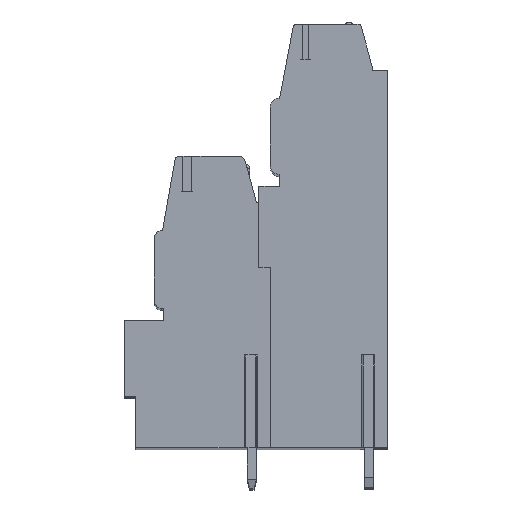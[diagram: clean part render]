
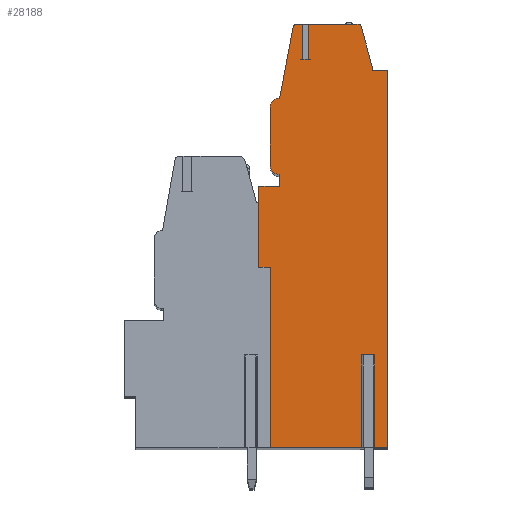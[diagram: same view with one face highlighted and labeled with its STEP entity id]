
A CAD part, top view. The second image highlights one B-rep face of the part: STEP entity #28188.
In plain terms, the highlighted planar face has unit normal (0, 0, 1).
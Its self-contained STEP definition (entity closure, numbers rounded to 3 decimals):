
#13=DIRECTION('',(0.,1.,0.));
#14=VECTOR('',#13,15.6);
#15=CARTESIAN_POINT('',(1.,-19.1,99.06));
#16=LINE('',#15,#14);
#17=DIRECTION('',(1.,0.,0.));
#18=VECTOR('',#17,1.);
#19=CARTESIAN_POINT('',(0.,-3.5,99.06));
#20=LINE('',#19,#18);
#21=DIRECTION('',(-1.,0.,0.));
#22=VECTOR('',#21,1.8);
#23=CARTESIAN_POINT('',(1.8,3.5,99.06));
#24=LINE('',#23,#22);
#25=DIRECTION('',(0.,-1.,0.));
#26=VECTOR('',#25,1.);
#27=CARTESIAN_POINT('',(1.8,4.5,99.06));
#28=LINE('',#27,#26);
#29=CARTESIAN_POINT('',(1.8,5.3,99.06));
#30=DIRECTION('',(0.,0.,1.));
#31=DIRECTION('',(-1.,0.,0.));
#32=AXIS2_PLACEMENT_3D('',#29,#30,#31);
#34=DIRECTION('',(0.,-1.,0.));
#35=VECTOR('',#34,5.);
#36=CARTESIAN_POINT('',(1.,10.3,99.06));
#37=LINE('',#36,#35);
#38=CARTESIAN_POINT('',(1.8,10.3,99.06));
#39=DIRECTION('',(0.,0.,1.));
#40=DIRECTION('',(0.,1.,0.));
#41=AXIS2_PLACEMENT_3D('',#38,#39,#40);
#43=DIRECTION('',(-0.186,-0.983,0.));
#44=VECTOR('',#43,6.265);
#45=CARTESIAN_POINT('',(2.964,17.256,99.06));
#46=LINE('',#45,#44);
#47=CARTESIAN_POINT('',(3.259,17.2,99.06));
#48=DIRECTION('',(0.,0.,1.));
#49=DIRECTION('',(0.,1.,0.));
#50=AXIS2_PLACEMENT_3D('',#47,#48,#49);
#52=DIRECTION('',(-1.,0.,0.));
#53=VECTOR('',#52,0.551);
#54=CARTESIAN_POINT('',(3.81,17.5,99.06));
#55=LINE('',#54,#53);
#56=DIRECTION('',(0.,-1.,0.));
#57=VECTOR('',#56,3.05);
#58=CARTESIAN_POINT('',(3.81,17.5,99.06));
#59=LINE('',#58,#57);
#60=DIRECTION('',(1.,0.,0.));
#61=VECTOR('',#60,0.5);
#62=CARTESIAN_POINT('',(3.81,14.45,99.06));
#63=LINE('',#62,#61);
#64=DIRECTION('',(0.,-1.,0.));
#65=VECTOR('',#64,3.05);
#66=CARTESIAN_POINT('',(4.31,17.5,99.06));
#67=LINE('',#66,#65);
#68=DIRECTION('',(-1.,0.,0.));
#69=VECTOR('',#68,4.27);
#70=CARTESIAN_POINT('',(8.58,17.5,99.06));
#71=LINE('',#70,#69);
#72=CARTESIAN_POINT('',(8.58,17.2,99.06));
#73=DIRECTION('',(0.,0.,1.));
#74=DIRECTION('',(0.965,0.261,0.));
#75=AXIS2_PLACEMENT_3D('',#72,#73,#74);
#77=DIRECTION('',(-0.261,0.965,0.));
#78=VECTOR('',#77,3.539);
#79=CARTESIAN_POINT('',(9.792,13.861,99.06));
#80=LINE('',#79,#78);
#81=DIRECTION('',(-0.035,0.999,0.));
#82=VECTOR('',#81,0.361);
#83=CARTESIAN_POINT('',(9.805,13.5,99.06));
#84=LINE('',#83,#82);
#85=DIRECTION('',(-1.,0.,0.));
#86=VECTOR('',#85,1.355);
#87=CARTESIAN_POINT('',(11.16,13.5,99.06));
#88=LINE('',#87,#86);
#89=DIRECTION('',(0.,1.,0.));
#90=VECTOR('',#89,32.6);
#91=CARTESIAN_POINT('',(11.16,-19.1,99.06));
#92=LINE('',#91,#90);
#93=DIRECTION('',(1.,0.,0.));
#94=VECTOR('',#93,1.39);
#95=CARTESIAN_POINT('',(9.77,-19.1,99.06));
#96=LINE('',#95,#94);
#97=DIRECTION('',(0.,1.,0.));
#98=VECTOR('',#97,8.);
#99=CARTESIAN_POINT('',(9.77,-19.1,99.06));
#100=LINE('',#99,#98);
#101=DIRECTION('',(-1.,0.,0.));
#102=VECTOR('',#101,0.62);
#103=CARTESIAN_POINT('',(9.77,-11.1,99.06));
#104=LINE('',#103,#102);
#105=DIRECTION('',(0.,1.,0.));
#106=VECTOR('',#105,8.);
#107=CARTESIAN_POINT('',(9.15,-19.1,99.06));
#108=LINE('',#107,#106);
#109=DIRECTION('',(1.,0.,0.));
#110=VECTOR('',#109,8.15);
#111=CARTESIAN_POINT('',(1.,-19.1,99.06));
#112=LINE('',#111,#110);
#281=DIRECTION('',(0.,-1.,0.));
#282=VECTOR('',#281,7.);
#283=CARTESIAN_POINT('',(0.,3.5,99.06));
#284=LINE('',#283,#282);
#22153=CARTESIAN_POINT('',(11.16,-19.1,99.06));
#22154=CARTESIAN_POINT('',(11.16,13.5,99.06));
#22155=VERTEX_POINT('',#22153);
#22156=VERTEX_POINT('',#22154);
#22157=CARTESIAN_POINT('',(9.805,13.5,99.06));
#22158=VERTEX_POINT('',#22157);
#22159=CARTESIAN_POINT('',(9.792,13.861,99.06));
#22160=VERTEX_POINT('',#22159);
#22161=CARTESIAN_POINT('',(8.87,17.278,99.06));
#22162=VERTEX_POINT('',#22161);
#22163=CARTESIAN_POINT('',(8.58,17.5,99.06));
#22164=VERTEX_POINT('',#22163);
#22165=CARTESIAN_POINT('',(3.259,17.5,99.06));
#22166=CARTESIAN_POINT('',(2.964,17.256,99.06));
#22167=VERTEX_POINT('',#22165);
#22168=VERTEX_POINT('',#22166);
#22169=CARTESIAN_POINT('',(1.8,11.1,99.06));
#22170=VERTEX_POINT('',#22169);
#22171=CARTESIAN_POINT('',(1.,10.3,99.06));
#22172=VERTEX_POINT('',#22171);
#22173=CARTESIAN_POINT('',(1.,5.3,99.06));
#22174=VERTEX_POINT('',#22173);
#22175=CARTESIAN_POINT('',(1.8,4.5,99.06));
#22176=VERTEX_POINT('',#22175);
#22177=CARTESIAN_POINT('',(1.8,3.5,99.06));
#22178=VERTEX_POINT('',#22177);
#22179=CARTESIAN_POINT('',(0.,3.5,99.06));
#22180=VERTEX_POINT('',#22179);
#22265=CARTESIAN_POINT('',(9.77,-11.1,99.06));
#22266=CARTESIAN_POINT('',(9.15,-11.1,99.06));
#22267=VERTEX_POINT('',#22265);
#22268=VERTEX_POINT('',#22266);
#22269=CARTESIAN_POINT('',(9.77,-19.1,99.06));
#22270=VERTEX_POINT('',#22269);
#22271=CARTESIAN_POINT('',(9.15,-19.1,99.06));
#22272=VERTEX_POINT('',#22271);
#22273=CARTESIAN_POINT('',(1.,-19.1,99.06));
#22274=VERTEX_POINT('',#22273);
#22311=CARTESIAN_POINT('',(3.81,14.45,99.06));
#22312=CARTESIAN_POINT('',(4.31,14.45,99.06));
#22313=VERTEX_POINT('',#22311);
#22314=VERTEX_POINT('',#22312);
#22315=CARTESIAN_POINT('',(3.81,17.5,99.06));
#22316=VERTEX_POINT('',#22315);
#22321=CARTESIAN_POINT('',(4.31,17.5,99.06));
#22322=VERTEX_POINT('',#22321);
#27693=CARTESIAN_POINT('',(1.,-3.5,99.06));
#27694=VERTEX_POINT('',#27693);
#27695=CARTESIAN_POINT('',(0.,-3.5,99.06));
#27696=VERTEX_POINT('',#27695);
#28131=CARTESIAN_POINT('',(0.,0.,99.06));
#28132=DIRECTION('',(0.,0.,1.));
#28133=DIRECTION('',(1.,0.,0.));
#28134=AXIS2_PLACEMENT_3D('',#28131,#28132,#28133);
#28135=PLANE('',#28134);
#28137=ORIENTED_EDGE('',*,*,#28136,.T.);
#28139=ORIENTED_EDGE('',*,*,#28138,.F.);
#28141=ORIENTED_EDGE('',*,*,#28140,.F.);
#28143=ORIENTED_EDGE('',*,*,#28142,.F.);
#28145=ORIENTED_EDGE('',*,*,#28144,.F.);
#28147=ORIENTED_EDGE('',*,*,#28146,.F.);
#28149=ORIENTED_EDGE('',*,*,#28148,.F.);
#28151=ORIENTED_EDGE('',*,*,#28150,.F.);
#28153=ORIENTED_EDGE('',*,*,#28152,.F.);
#28155=ORIENTED_EDGE('',*,*,#28154,.F.);
#28157=ORIENTED_EDGE('',*,*,#28156,.F.);
#28159=ORIENTED_EDGE('',*,*,#28158,.T.);
#28161=ORIENTED_EDGE('',*,*,#28160,.T.);
#28163=ORIENTED_EDGE('',*,*,#28162,.F.);
#28165=ORIENTED_EDGE('',*,*,#28164,.F.);
#28167=ORIENTED_EDGE('',*,*,#28166,.F.);
#28169=ORIENTED_EDGE('',*,*,#28168,.F.);
#28171=ORIENTED_EDGE('',*,*,#28170,.F.);
#28173=ORIENTED_EDGE('',*,*,#28172,.F.);
#28175=ORIENTED_EDGE('',*,*,#28174,.F.);
#28177=ORIENTED_EDGE('',*,*,#28176,.F.);
#28179=ORIENTED_EDGE('',*,*,#28178,.T.);
#28181=ORIENTED_EDGE('',*,*,#28180,.T.);
#28183=ORIENTED_EDGE('',*,*,#28182,.F.);
#28185=ORIENTED_EDGE('',*,*,#28184,.F.);
#28186=EDGE_LOOP('',(#28137,#28139,#28141,#28143,#28145,#28147,#28149,#28151,
#28153,#28155,#28157,#28159,#28161,#28163,#28165,#28167,#28169,#28171,#28173,
#28175,#28177,#28179,#28181,#28183,#28185));
#28187=FACE_OUTER_BOUND('',#28186,.F.);
#33=CIRCLE('',#32,0.8);
#42=CIRCLE('',#41,0.8);
#51=CIRCLE('',#50,0.3);
#76=CIRCLE('',#75,0.3);
#28136=EDGE_CURVE('',#22274,#27694,#16,.T.);
#28138=EDGE_CURVE('',#27696,#27694,#20,.T.);
#28140=EDGE_CURVE('',#22180,#27696,#284,.T.);
#28142=EDGE_CURVE('',#22178,#22180,#24,.T.);
#28144=EDGE_CURVE('',#22176,#22178,#28,.T.);
#28146=EDGE_CURVE('',#22174,#22176,#33,.T.);
#28148=EDGE_CURVE('',#22172,#22174,#37,.T.);
#28150=EDGE_CURVE('',#22170,#22172,#42,.T.);
#28152=EDGE_CURVE('',#22168,#22170,#46,.T.);
#28154=EDGE_CURVE('',#22167,#22168,#51,.T.);
#28156=EDGE_CURVE('',#22316,#22167,#55,.T.);
#28158=EDGE_CURVE('',#22316,#22313,#59,.T.);
#28160=EDGE_CURVE('',#22313,#22314,#63,.T.);
#28162=EDGE_CURVE('',#22322,#22314,#67,.T.);
#28164=EDGE_CURVE('',#22164,#22322,#71,.T.);
#28166=EDGE_CURVE('',#22162,#22164,#76,.T.);
#28168=EDGE_CURVE('',#22160,#22162,#80,.T.);
#28170=EDGE_CURVE('',#22158,#22160,#84,.T.);
#28172=EDGE_CURVE('',#22156,#22158,#88,.T.);
#28174=EDGE_CURVE('',#22155,#22156,#92,.T.);
#28176=EDGE_CURVE('',#22270,#22155,#96,.T.);
#28178=EDGE_CURVE('',#22270,#22267,#100,.T.);
#28180=EDGE_CURVE('',#22267,#22268,#104,.T.);
#28182=EDGE_CURVE('',#22272,#22268,#108,.T.);
#28184=EDGE_CURVE('',#22274,#22272,#112,.T.);
#28188=ADVANCED_FACE('',(#28187),#28135,.T.);
